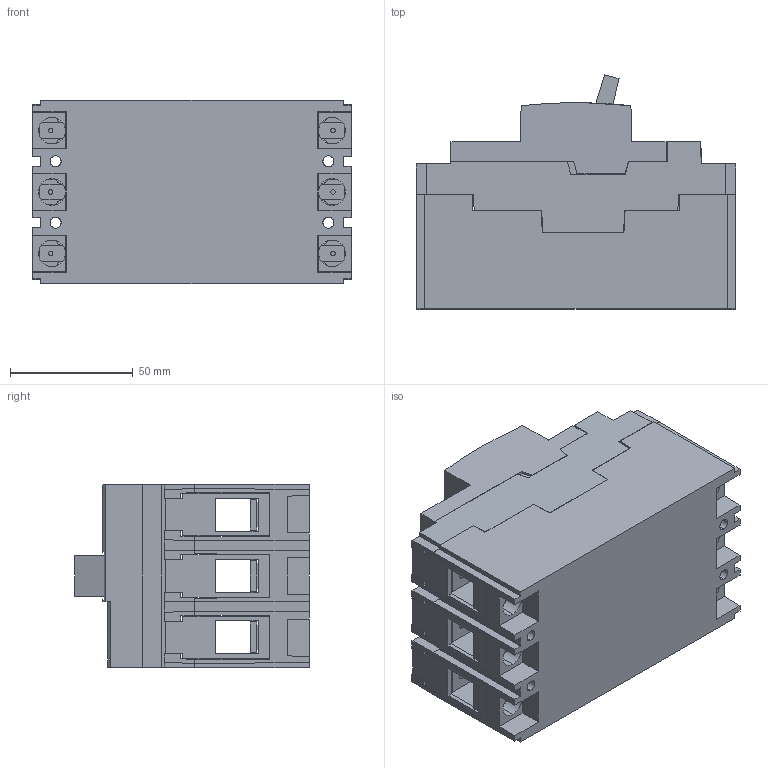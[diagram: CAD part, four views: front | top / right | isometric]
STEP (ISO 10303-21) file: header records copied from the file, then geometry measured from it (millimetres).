
FILE_DESCRIPTION((''),'2;1');
FILE_NAME('PROXY_X160_LITE_ASM','2022-03-08T12:02:43',('boukher'),(''),'CREO PARAMETRIC BY PTC INC, 2021184','CREO PARAMETRIC BY PTC INC, 2021184','');
FILE_SCHEMA(('CONFIG_CONTROL_DESIGN','SHAPE_APPEARANCE_LAYERS_GROUPS'));
Length unit declared in the file: millimetre
Products named in the file (13): PROXY_1H0574-10; PROXY_1H0591; PROXY_1H0577-10; PROXY_1H0821A1H0822; PROXY_0B1752C_REPLI; PROXY_1H0560_MARKED; PROXY_1H0629; PROXY_1H0624; PROXY_0B1750; PROXY_0V0258C_SERTI; PROXY_0A0217C; PROXY_0B1741; PROXY_X160_LITE_ASM
Assembly tree (37 placements, depth 2):
  PROXY_X160_LITE_ASM
    PROXY_1H0574-10
    PROXY_1H0591
    PROXY_1H0577-10
    PROXY_1H0821A1H0822  x6
    PROXY_0B1752C_REPLI  x6
    PROXY_1H0560_MARKED
    PROXY_1H0629
    PROXY_1H0624  x2
    PROXY_0B1750  x3
    PROXY_0V0258C_SERTI  x6
    PROXY_0A0217C  x6
    PROXY_0B1741  x3
Bounding box: 130.1 x 95.37 x 74.8 mm (x, y, z)
Volume: 181633.9 mm3; surface area: 135345.7 mm2
Topology: 37 solids, 37 shells, 766 faces, 2043 edges, 1367 vertices
Faces by surface type: plane 624, cylinder 122, cone 20
Entity records: 17597 total; most frequent: CARTESIAN_POINT 2559, ORIENTED_EDGE 2378, DIRECTION 2220, EDGE_CURVE 1189, VECTOR 1070, LINE 1070, PRESENTATION_STYLE_ASSIGNMENT 1066, STYLED_ITEM 1066
